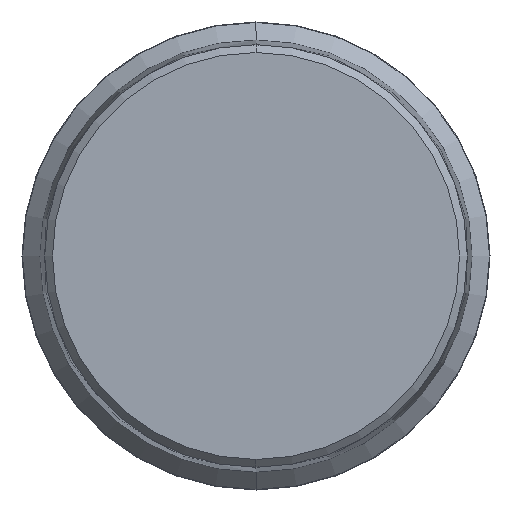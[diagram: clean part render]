
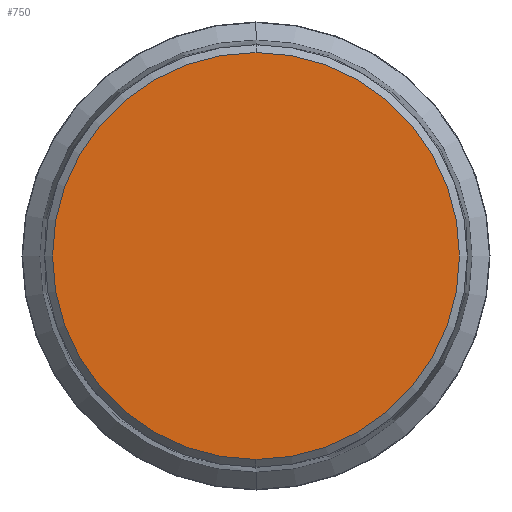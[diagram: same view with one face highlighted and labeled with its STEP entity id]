
A CAD part, front view. The second image highlights one B-rep face of the part: STEP entity #750.
In plain terms, the highlighted planar face has unit normal (0, -1, 0).
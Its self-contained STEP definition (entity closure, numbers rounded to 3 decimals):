
#750=ADVANCED_FACE('',(#1429),#1430,.T.);
#1429=FACE_OUTER_BOUND('',#2064,.T.);
#1430=PLANE('',#2065);
#2064=EDGE_LOOP('',(#3711,#3712));
#2065=AXIS2_PLACEMENT_3D('',#3713,#3714,#3715);
#3711=ORIENTED_EDGE('',*,*,#4315,.T.);
#3712=ORIENTED_EDGE('',*,*,#4346,.T.);
#3713=CARTESIAN_POINT('',(0.0,-18.0,6.522));
#3714=DIRECTION('',(0.0,-1.0,0.0));
#3715=DIRECTION('',(0.0,0.0,1.0));
#4315=EDGE_CURVE('',#5186,#5190,#5192,.T.);
#4346=EDGE_CURVE('',#5190,#5186,#5234,.T.);
#5186=VERTEX_POINT('',#6512);
#5190=VERTEX_POINT('',#6517);
#5192=CIRCLE('',#6520,13.044);
#5234=CIRCLE('',#6570,13.044);
#6512=CARTESIAN_POINT('',(0.0,-18.0,13.044));
#6517=CARTESIAN_POINT('',(0.,-18.0,-13.044));
#6520=AXIS2_PLACEMENT_3D('',#7396,#7397,#7398);
#6570=AXIS2_PLACEMENT_3D('',#7440,#7441,#7442);
#7396=CARTESIAN_POINT('',(0.0,-18.0,0.0));
#7397=DIRECTION('',(0.0,-1.0,0.0));
#7398=DIRECTION('',(0.0,0.0,1.0));
#7440=CARTESIAN_POINT('',(0.0,-18.0,0.0));
#7441=DIRECTION('',(0.0,-1.0,0.0));
#7442=DIRECTION('',(0.0,0.0,1.0));
